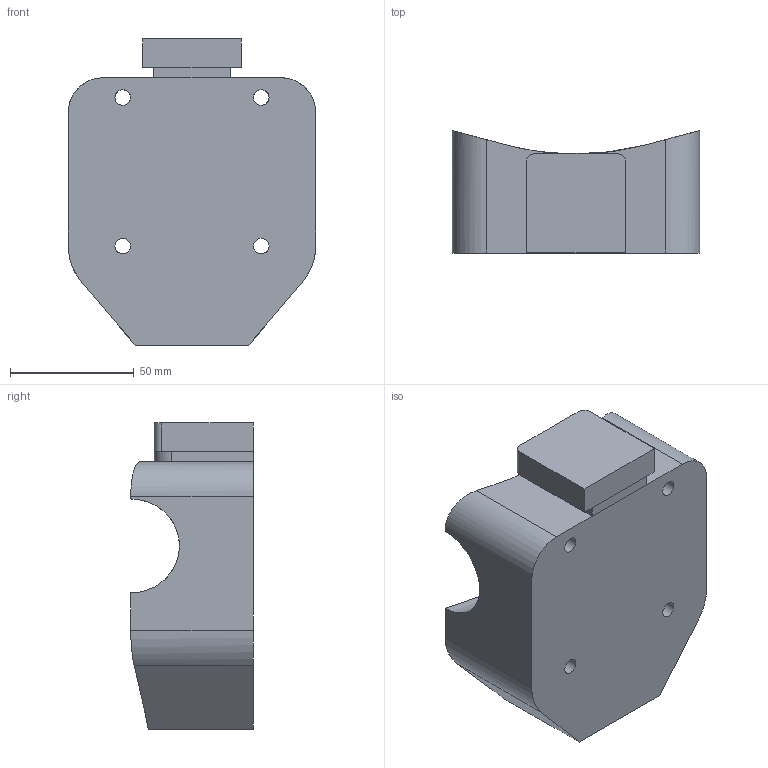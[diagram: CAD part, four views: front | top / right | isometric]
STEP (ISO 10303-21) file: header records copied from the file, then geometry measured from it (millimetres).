
FILE_DESCRIPTION(('FreeCAD Model'),'2;1');
FILE_NAME('Open CASCADE Shape Model','2025-05-18T01:47:32',(''),(''), 'Open CASCADE STEP processor 7.8','FreeCAD','Unknown');
FILE_SCHEMA(('AUTOMOTIVE_DESIGN { 1 0 10303 214 1 1 1 1 }'));
Length unit declared in the file: millimetre
Products named in the file (1): Back
Bounding box: 100 x 49.52 x 123.7 mm (x, y, z)
Volume: 363600.5 mm3; surface area: 44689.1 mm2
Topology: 1 solids, 1 shells, 45 faces, 132 edges, 85 vertices
Faces by surface type: plane 19, cylinder 16, bspline 9, torus 1
Full cylindrical faces by diameter (mm): 6.3 x4
Entity records: 5803 total; most frequent: CARTESIAN_POINT 4692, ORIENTED_EDGE 264, DIRECTION 173, EDGE_CURVE 132, VERTEX_POINT 85, AXIS2_PLACEMENT_3D 59, LINE 55, VECTOR 55
